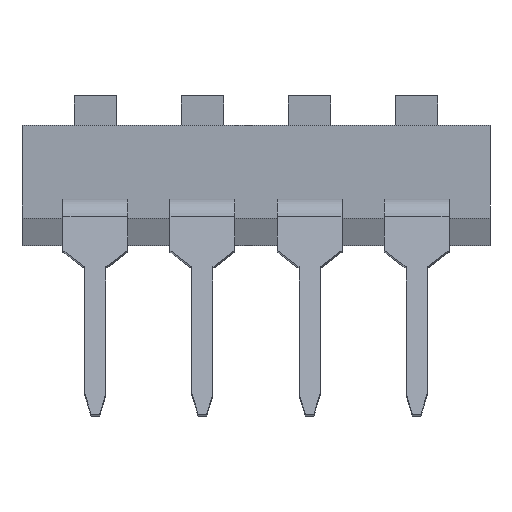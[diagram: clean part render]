
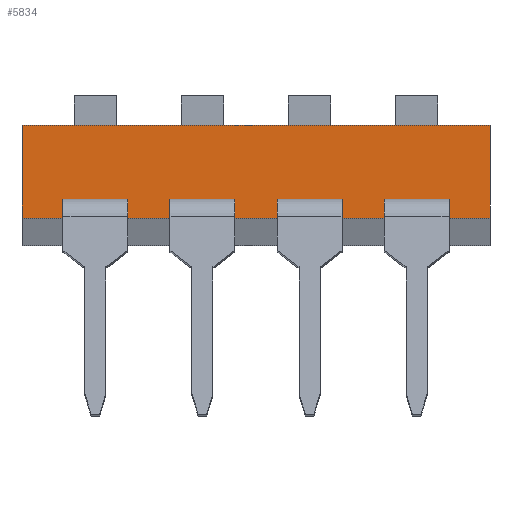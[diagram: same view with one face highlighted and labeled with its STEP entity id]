
A CAD part, front view. The second image highlights one B-rep face of the part: STEP entity #5834.
In plain terms, the highlighted planar face has unit normal (0, -1, 0).
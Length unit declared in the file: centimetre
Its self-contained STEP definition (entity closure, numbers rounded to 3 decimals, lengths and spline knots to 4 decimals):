
#32=FACE_BOUND('',#805,.T.);
#33=FACE_BOUND('',#806,.T.);
#34=FACE_BOUND('',#807,.T.);
#35=FACE_BOUND('',#808,.T.);
#485=FACE_OUTER_BOUND('',#804,.T.);
#804=EDGE_LOOP('',(#5259,#5260,#5261,#5262));
#805=EDGE_LOOP('',(#5263,#5264,#5265,#5266));
#806=EDGE_LOOP('',(#5267,#5268,#5269,#5270));
#807=EDGE_LOOP('',(#5271,#5272,#5273,#5274));
#808=EDGE_LOOP('',(#5275,#5276,#5277,#5278));
#844=LINE('',#7432,#1551);
#850=LINE('',#7448,#1557);
#856=LINE('',#7464,#1563);
#866=LINE('',#7483,#1573);
#882=LINE('',#7517,#1589);
#888=LINE('',#7533,#1595);
#894=LINE('',#7549,#1601);
#904=LINE('',#7568,#1611);
#920=LINE('',#7602,#1627);
#926=LINE('',#7618,#1633);
#932=LINE('',#7634,#1639);
#942=LINE('',#7653,#1649);
#1072=LINE('',#7942,#1779);
#1078=LINE('',#7958,#1785);
#1084=LINE('',#7974,#1791);
#1094=LINE('',#7993,#1801);
#1460=LINE('',#9646,#2167);
#1544=LINE('',#9818,#2251);
#1547=LINE('',#9823,#2254);
#1548=LINE('',#9824,#2255);
#1551=VECTOR('',#6145,1.);
#1557=VECTOR('',#6157,1.);
#1563=VECTOR('',#6173,1.);
#1573=VECTOR('',#6187,1.);
#1589=VECTOR('',#6221,1.);
#1595=VECTOR('',#6233,1.);
#1601=VECTOR('',#6249,1.);
#1611=VECTOR('',#6263,1.);
#1627=VECTOR('',#6297,1.);
#1633=VECTOR('',#6309,1.);
#1639=VECTOR('',#6325,1.);
#1649=VECTOR('',#6339,1.);
#1779=VECTOR('',#6601,1.);
#1785=VECTOR('',#6613,1.);
#1791=VECTOR('',#6629,1.);
#1801=VECTOR('',#6643,1.);
#2167=VECTOR('',#7255,1.);
#2251=VECTOR('',#7411,1.);
#2254=VECTOR('',#7418,1.);
#2255=VECTOR('',#7419,1.);
#2258=VERTEX_POINT('',#7430);
#2259=VERTEX_POINT('',#7431);
#2266=VERTEX_POINT('',#7447);
#2271=VERTEX_POINT('',#7463);
#2286=VERTEX_POINT('',#7515);
#2287=VERTEX_POINT('',#7516);
#2294=VERTEX_POINT('',#7532);
#2299=VERTEX_POINT('',#7548);
#2314=VERTEX_POINT('',#7600);
#2315=VERTEX_POINT('',#7601);
#2322=VERTEX_POINT('',#7617);
#2327=VERTEX_POINT('',#7633);
#2426=VERTEX_POINT('',#7940);
#2427=VERTEX_POINT('',#7941);
#2434=VERTEX_POINT('',#7957);
#2439=VERTEX_POINT('',#7973);
#2753=VERTEX_POINT('',#9640);
#2755=VERTEX_POINT('',#9644);
#2805=VERTEX_POINT('',#9812);
#2807=VERTEX_POINT('',#9816);
#2808=EDGE_CURVE('',#2258,#2259,#844,.T.);
#2816=EDGE_CURVE('',#2266,#2258,#850,.T.);
#2824=EDGE_CURVE('',#2259,#2271,#856,.T.);
#2834=EDGE_CURVE('',#2271,#2266,#866,.T.);
#2850=EDGE_CURVE('',#2286,#2287,#882,.T.);
#2858=EDGE_CURVE('',#2294,#2286,#888,.T.);
#2866=EDGE_CURVE('',#2287,#2299,#894,.T.);
#2876=EDGE_CURVE('',#2299,#2294,#904,.T.);
#2892=EDGE_CURVE('',#2314,#2315,#920,.T.);
#2900=EDGE_CURVE('',#2322,#2314,#926,.T.);
#2908=EDGE_CURVE('',#2315,#2327,#932,.T.);
#2918=EDGE_CURVE('',#2327,#2322,#942,.T.);
#3060=EDGE_CURVE('',#2426,#2427,#1072,.T.);
#3068=EDGE_CURVE('',#2434,#2426,#1078,.T.);
#3076=EDGE_CURVE('',#2427,#2439,#1084,.T.);
#3086=EDGE_CURVE('',#2439,#2434,#1094,.T.);
#3546=EDGE_CURVE('',#2753,#2755,#1460,.T.);
#3630=EDGE_CURVE('',#2805,#2807,#1544,.T.);
#3633=EDGE_CURVE('',#2807,#2753,#1547,.T.);
#3634=EDGE_CURVE('',#2805,#2755,#1548,.T.);
#5259=ORIENTED_EDGE('',*,*,#3630,.T.);
#5260=ORIENTED_EDGE('',*,*,#3633,.T.);
#5261=ORIENTED_EDGE('',*,*,#3546,.T.);
#5262=ORIENTED_EDGE('',*,*,#3634,.F.);
#5263=ORIENTED_EDGE('',*,*,#2816,.T.);
#5264=ORIENTED_EDGE('',*,*,#2808,.T.);
#5265=ORIENTED_EDGE('',*,*,#2824,.T.);
#5266=ORIENTED_EDGE('',*,*,#2834,.T.);
#5267=ORIENTED_EDGE('',*,*,#2858,.T.);
#5268=ORIENTED_EDGE('',*,*,#2850,.T.);
#5269=ORIENTED_EDGE('',*,*,#2866,.T.);
#5270=ORIENTED_EDGE('',*,*,#2876,.T.);
#5271=ORIENTED_EDGE('',*,*,#2900,.T.);
#5272=ORIENTED_EDGE('',*,*,#2892,.T.);
#5273=ORIENTED_EDGE('',*,*,#2908,.T.);
#5274=ORIENTED_EDGE('',*,*,#2918,.T.);
#5275=ORIENTED_EDGE('',*,*,#3068,.T.);
#5276=ORIENTED_EDGE('',*,*,#3060,.T.);
#5277=ORIENTED_EDGE('',*,*,#3076,.T.);
#5278=ORIENTED_EDGE('',*,*,#3086,.T.);
#5532=PLANE('',#6137);
#5834=ADVANCED_FACE('',(#485,#32,#33,#34,#35),#5532,.T.);
#6137=AXIS2_PLACEMENT_3D('',#9822,#7416,#7417);
#6145=DIRECTION('',(0.,0.,-1.));
#6157=DIRECTION('',(1.,0.,0.));
#6173=DIRECTION('',(-1.,0.,0.));
#6187=DIRECTION('',(0.,0.,1.));
#6221=DIRECTION('',(0.,0.,-1.));
#6233=DIRECTION('',(1.,0.,0.));
#6249=DIRECTION('',(-1.,0.,0.));
#6263=DIRECTION('',(0.,0.,1.));
#6297=DIRECTION('',(0.,0.,-1.));
#6309=DIRECTION('',(1.,0.,0.));
#6325=DIRECTION('',(-1.,0.,0.));
#6339=DIRECTION('',(0.,0.,1.));
#6601=DIRECTION('',(0.,0.,-1.));
#6613=DIRECTION('',(1.,0.,0.));
#6629=DIRECTION('',(-1.,0.,0.));
#6643=DIRECTION('',(0.,0.,1.));
#7255=DIRECTION('',(-1.,0.,0.));
#7411=DIRECTION('',(1.,0.,0.));
#7416=DIRECTION('center_axis',(0.,-1.,0.));
#7417=DIRECTION('ref_axis',(0.,0.,-1.));
#7418=DIRECTION('',(0.,0.,1.));
#7419=DIRECTION('',(0.,0.,1.));
#7430=CARTESIAN_POINT('',(0.458,-0.31,0.11));
#7431=CARTESIAN_POINT('',(0.458,-0.31,0.085));
#7432=CARTESIAN_POINT('',(0.458,-0.31,0.0572));
#7447=CARTESIAN_POINT('',(0.304,-0.31,0.11));
#7448=CARTESIAN_POINT('',(0.468,-0.31,0.11));
#7463=CARTESIAN_POINT('',(0.304,-0.31,0.085));
#7464=CARTESIAN_POINT('',(0.468,-0.31,0.085));
#7483=CARTESIAN_POINT('',(0.304,-0.31,0.055));
#7515=CARTESIAN_POINT('',(0.204,-0.31,0.11));
#7516=CARTESIAN_POINT('',(0.204,-0.31,0.085));
#7517=CARTESIAN_POINT('',(0.204,-0.31,0.0572));
#7532=CARTESIAN_POINT('',(0.05,-0.31,0.11));
#7533=CARTESIAN_POINT('',(0.341,-0.31,0.11));
#7548=CARTESIAN_POINT('',(0.05,-0.31,0.085));
#7549=CARTESIAN_POINT('',(0.341,-0.31,0.085));
#7568=CARTESIAN_POINT('',(0.05,-0.31,0.055));
#7600=CARTESIAN_POINT('',(-0.05,-0.31,0.11));
#7601=CARTESIAN_POINT('',(-0.05,-0.31,0.085));
#7602=CARTESIAN_POINT('',(-0.05,-0.31,0.0572));
#7617=CARTESIAN_POINT('',(-0.204,-0.31,0.11));
#7618=CARTESIAN_POINT('',(0.214,-0.31,0.11));
#7633=CARTESIAN_POINT('',(-0.204,-0.31,0.085));
#7634=CARTESIAN_POINT('',(0.214,-0.31,0.085));
#7653=CARTESIAN_POINT('',(-0.204,-0.31,0.055));
#7940=CARTESIAN_POINT('',(-0.304,-0.31,0.11));
#7941=CARTESIAN_POINT('',(-0.304,-0.31,0.085));
#7942=CARTESIAN_POINT('',(-0.304,-0.31,0.0572));
#7957=CARTESIAN_POINT('',(-0.458,-0.31,0.11));
#7958=CARTESIAN_POINT('',(0.087,-0.31,0.11));
#7973=CARTESIAN_POINT('',(-0.458,-0.31,0.085));
#7974=CARTESIAN_POINT('',(0.087,-0.31,0.085));
#7993=CARTESIAN_POINT('',(-0.458,-0.31,0.055));
#9640=CARTESIAN_POINT('',(0.555,-0.31,0.285));
#9644=CARTESIAN_POINT('',(-0.555,-0.31,0.285));
#9646=CARTESIAN_POINT('',(0.555,-0.31,0.285));
#9812=CARTESIAN_POINT('',(-0.555,-0.31,0.065));
#9816=CARTESIAN_POINT('',(0.555,-0.31,0.065));
#9818=CARTESIAN_POINT('',(0.555,-0.31,0.065));
#9822=CARTESIAN_POINT('Origin',(0.555,-0.31,0.));
#9823=CARTESIAN_POINT('',(0.555,-0.31,0.));
#9824=CARTESIAN_POINT('',(-0.555,-0.31,0.));
